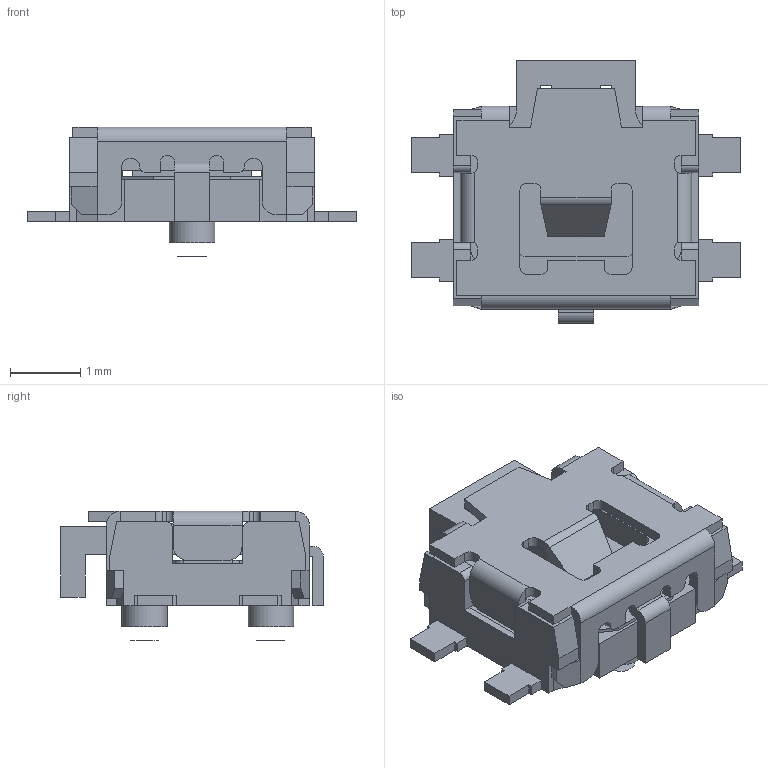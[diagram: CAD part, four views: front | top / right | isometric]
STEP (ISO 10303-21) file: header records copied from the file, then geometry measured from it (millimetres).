
FILE_DESCRIPTION(/* description */ (''),/* implementation_level */ '2;1');
FILE_NAME(/* name */ 'TL1016BBFxxxQG.stp',/* time_stamp */ '2022-07-12T10:25:25-05:00',/* author */ ('mroman'),/* organization */ (''),/* preprocessor_version */ 'ST-DEVELOPER v18.1',/* originating_system */ 'Autodesk Inventor 2020',/* authorisation */ '');
FILE_SCHEMA (('AUTOMOTIVE_DESIGN { 1 0 10303 214 3 1 1 }'));
Length unit declared in the file: millimetre
Products named in the file (1): TL1016BBFxxxQG
Bounding box: 4.7 x 3.75 x 1.85 mm (x, y, z)
Volume: 11.5 mm3; surface area: 86.3 mm2
Topology: 1 solids, 1 shells, 361 faces, 1039 edges, 654 vertices
Faces by surface type: plane 284, cylinder 75, cone 2
Full cylindrical faces by diameter (mm): 0.65 x2
Entity records: 11760 total; most frequent: CARTESIAN_POINT 2115, ORIENTED_EDGE 2086, DIRECTION 1921, EDGE_CURVE 1043, LINE 873, VECTOR 873, VERTEX_POINT 654, AXIS2_PLACEMENT_3D 524
